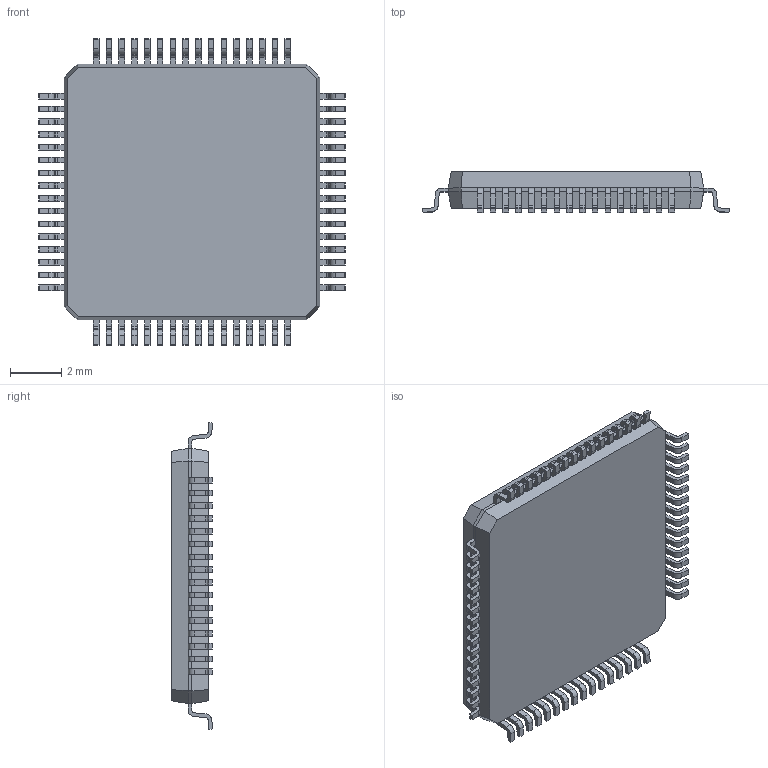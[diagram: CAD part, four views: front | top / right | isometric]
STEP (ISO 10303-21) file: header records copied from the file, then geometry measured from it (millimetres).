
FILE_DESCRIPTION (( 'STEP AP214' ), '1' );
FILE_NAME ('STM32G070RBT6.STEP', '2019-06-27T10:31:46', ( '' ), ( '' ), 'SwSTEP 2.0', 'SolidWorks 2017', '' );
FILE_SCHEMA (( 'AUTOMOTIVE_DESIGN' ));
Length unit declared in the file: millimetre
Products named in the file (1): STM32G070RBT6
Bounding box: 12 x 1.6 x 12 mm (x, y, z)
Volume: 144.6 mm3; surface area: 325.1 mm2
Topology: 65 solids, 65 shells, 925 faces, 2366 edges, 1572 vertices
Faces by surface type: plane 667, cylinder 258
Entity records: 38200 total; most frequent: CARTESIAN_POINT 4864, DIRECTION 4734, ORIENTED_EDGE 4732, EDGE_CURVE 2366, LINE 1850, VECTOR 1850, VERTEX_POINT 1572, AXIS2_PLACEMENT_3D 1442
